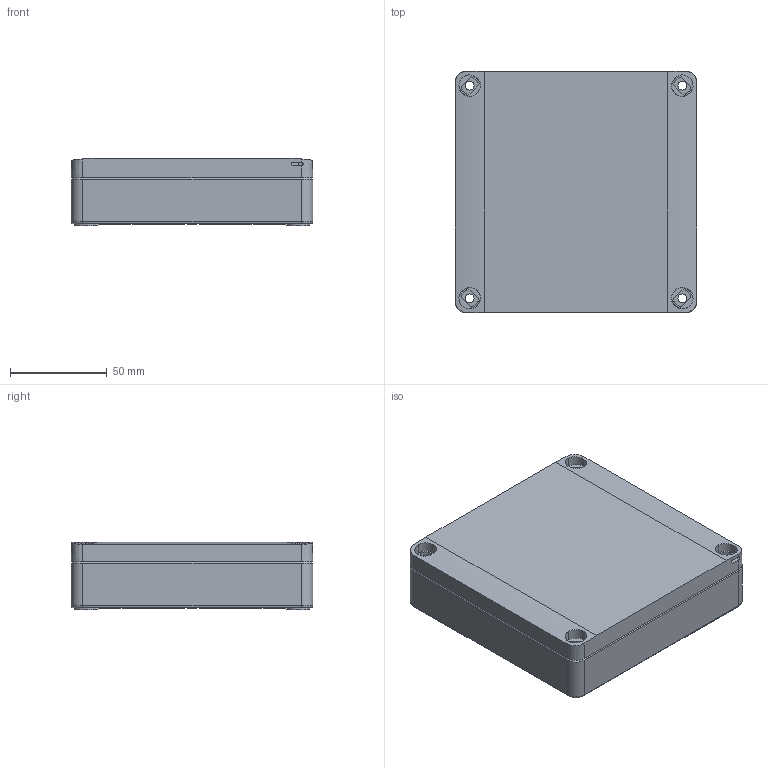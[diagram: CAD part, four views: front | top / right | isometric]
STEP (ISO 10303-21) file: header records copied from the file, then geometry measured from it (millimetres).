
FILE_DESCRIPTION((''),'2;1');
FILE_NAME('SABP131304LT_ASM','2008-12-08T',('pasi_koskela'),(''),'PRO/ENGINEER BY PARAMETRIC TECHNOLOGY CORPORATION, 2008250','PRO/ENGINEER BY PARAMETRIC TECHNOLOGY CORPORATION, 2008250','');
FILE_SCHEMA(('AUTOMOTIVE_DESIGN_CC2 { 1 2 10303 214 -1 1 5 2 }'));
Length unit declared in the file: millimetre
Products named in the file (3): SABP131303B; SABT131301L; SABP131304LT_ASM
Assembly tree (2 placements, depth 2):
  SABP131304LT_ASM
    SABP131303B
    SABT131301L
Bounding box: 125 x 125 x 35 mm (x, y, z)
Volume: 148254.8 mm3; surface area: 103260.4 mm2
Topology: 2 solids, 2 shells, 1736 faces, 4708 edges, 3105 vertices
Faces by surface type: plane 1484, cylinder 160, cone 66, torus 16, extrusion 10
Entity records: 56404 total; most frequent: CARTESIAN_POINT 10291, ORIENTED_EDGE 9416, DIRECTION 8510, EDGE_CURVE 4708, VECTOR 4238, LINE 4228, VERTEX_POINT 3105, AXIS2_PLACEMENT_3D 2136
